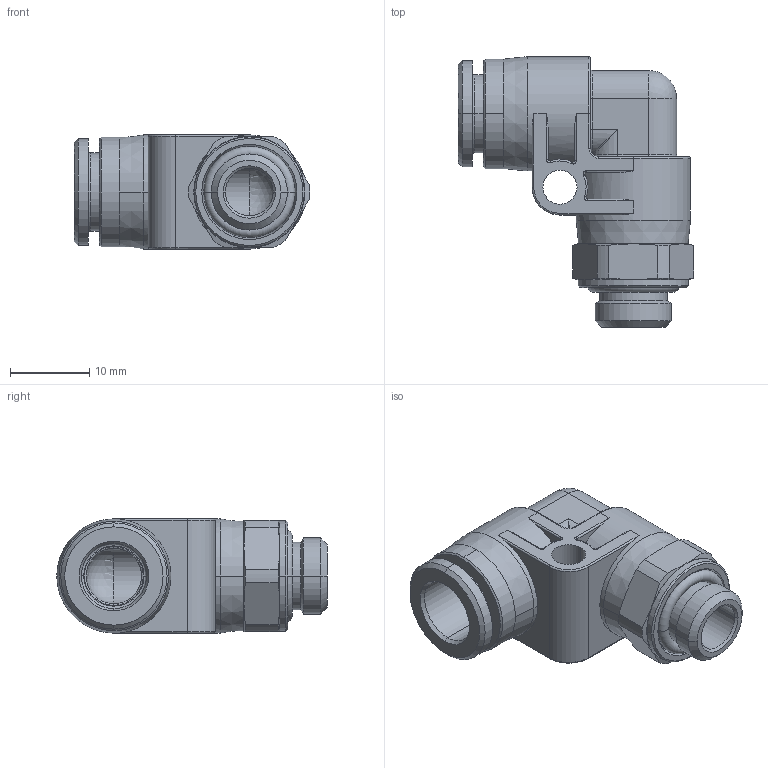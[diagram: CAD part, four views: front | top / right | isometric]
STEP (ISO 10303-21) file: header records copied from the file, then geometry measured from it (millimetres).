
FILE_DESCRIPTION(( 'MXP.16.08.18.stp' ), '1');
FILE_NAME( 'MXP.16.08.18.stp', '2021-02-22T15:42:12',( 'Sopra'),('sopra-pneumatic.com'), 'SwSTEP 2.0','SolidWorks 2009','' );
FILE_SCHEMA(('CONFIG_CONTROL_DESIGN'));
Length unit declared in the file: millimetre
Products named in the file (1): 367339B_930V-8FF-1-8
Bounding box: 29.75 x 34.1 x 14.4 mm (x, y, z)
Volume: 5157.7 mm3; surface area: 4111.2 mm2
Topology: 2 solids, 2 shells, 194 faces, 451 edges, 266 vertices
Faces by surface type: cylinder 78, torus 42, plane 35, cone 34, sphere 3, bspline 2
Entity records: 5906 total; most frequent: CARTESIAN_POINT 1400, DIRECTION 1014, ORIENTED_EDGE 898, EDGE_CURVE 449, AXIS2_PLACEMENT_3D 432, VERTEX_POINT 266, CIRCLE 240, EDGE_LOOP 207
